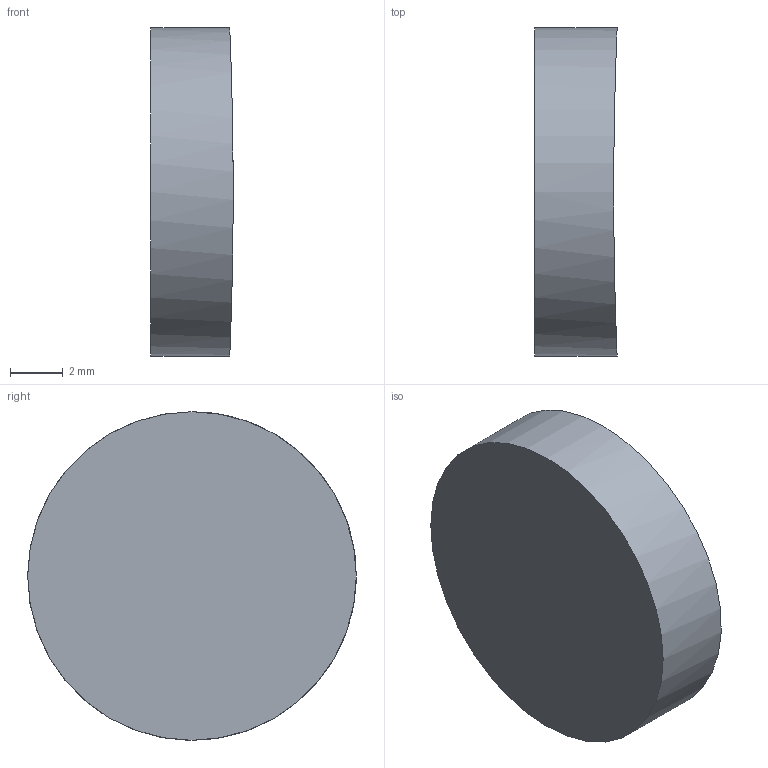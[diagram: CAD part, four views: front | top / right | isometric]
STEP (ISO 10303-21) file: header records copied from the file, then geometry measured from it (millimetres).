
FILE_DESCRIPTION (( 'STEP AP203' ), '1' );
FILE_NAME ('280003.STEP', '2022-07-05T09:58:19', ( '' ), ( '' ), 'SwSTEP 2.0', 'SolidWorks 2020', '' );
FILE_SCHEMA (( 'CONFIG_CONTROL_DESIGN' ));
Length unit declared in the file: millimetre
Products named in the file (1): 280003
Bounding box: 3.13 x 12.5 x 12.5 mm (x, y, z)
Volume: 372.2 mm3; surface area: 365.8 mm2
Topology: 1 solids, 1 shells, 3 faces, 4 edges, 3 vertices
Faces by surface type: cylinder 2, plane 1
Full cylindrical faces by diameter (mm): 12.5 x1
Entity records: 210 total; most frequent: CARTESIAN_POINT 90, DIRECTION 10, PERSON_AND_ORGANIZATION 8, AXIS2_PLACEMENT_3D 5, PERSON_AND_ORGANIZATION_ROLE 5, DATE_AND_TIME 5, LOCAL_TIME 5, CC_DESIGN_PERSON_AND_ORGANIZATION_ASSIGNMENT 5
